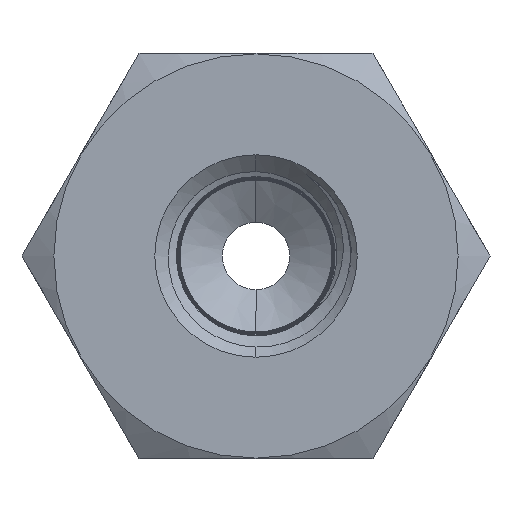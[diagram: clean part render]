
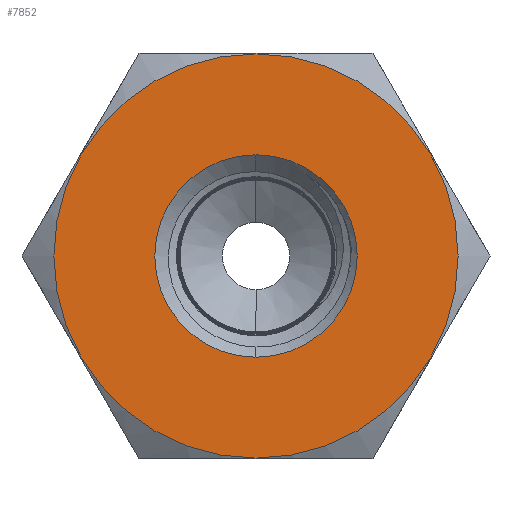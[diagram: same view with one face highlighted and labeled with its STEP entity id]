
A CAD part, left-side view. The second image highlights one B-rep face of the part: STEP entity #7852.
In plain terms, the highlighted planar face has unit normal (-1, 0, 0).
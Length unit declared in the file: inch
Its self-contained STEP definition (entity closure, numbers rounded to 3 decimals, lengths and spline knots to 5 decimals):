
#198 = DIRECTION ( 'NONE',  ( 0., 0., 1. ) ) ;
#279 = DIRECTION ( 'NONE',  ( 0., 0., 1. ) ) ;
#2420 = EDGE_LOOP ( 'NONE', ( #16725, #16321 ) ) ;
#2642 = DIRECTION ( 'NONE',  ( 1., 0., 0. ) ) ;
#3133 = CARTESIAN_POINT ( 'NONE',  ( -0.655, 0., 0. ) ) ;
#3207 = CARTESIAN_POINT ( 'NONE',  ( -0.655, 0., 0. ) ) ;
#3497 = EDGE_CURVE ( 'NONE', #16152, #11961, #11942, .T. ) ;
#5124 = CIRCLE ( 'NONE', #15875, 0.561 ) ;
#5216 = PLANE ( 'NONE',  #16547 ) ;
#5717 = CARTESIAN_POINT ( 'NONE',  ( -0.655, 0., 0.561 ) ) ;
#5797 = AXIS2_PLACEMENT_3D ( 'NONE', #3207, #8469, #7112 ) ;
#5815 = EDGE_LOOP ( 'NONE', ( #7484, #11564 ) ) ;
#6553 = DIRECTION ( 'NONE',  ( 0., 0., -1. ) ) ;
#7095 = DIRECTION ( 'NONE',  ( -1., 0., 0. ) ) ;
#7112 = DIRECTION ( 'NONE',  ( 0., 0., 1. ) ) ;
#7484 = ORIENTED_EDGE ( 'NONE', *, *, #9662, .T. ) ;
#7852 = ADVANCED_FACE ( 'NONE', ( #12032, #14543 ), #5216, .F. ) ;
#7926 = DIRECTION ( 'NONE',  ( -1., 0., 0. ) ) ;
#8469 = DIRECTION ( 'NONE',  ( -1., 0., 0. ) ) ;
#8756 = VERTEX_POINT ( 'NONE', #5717 ) ;
#8776 = EDGE_CURVE ( 'NONE', #11961, #16152, #12660, .T. ) ;
#9178 = AXIS2_PLACEMENT_3D ( 'NONE', #3133, #7095, #279 ) ;
#9545 = DIRECTION ( 'NONE',  ( -1., 0., 0. ) ) ;
#9662 = EDGE_CURVE ( 'NONE', #17163, #8756, #5124, .T. ) ;
#10968 = CARTESIAN_POINT ( 'NONE',  ( -0.655, 0., 0.281 ) ) ;
#11493 = CARTESIAN_POINT ( 'NONE',  ( -0.655, 0., -0.281 ) ) ;
#11564 = ORIENTED_EDGE ( 'NONE', *, *, #13522, .T. ) ;
#11625 = CIRCLE ( 'NONE', #15686, 0.561 ) ;
#11942 = CIRCLE ( 'NONE', #9178, 0.281 ) ;
#11961 = VERTEX_POINT ( 'NONE', #11493 ) ;
#12032 = FACE_OUTER_BOUND ( 'NONE', #5815, .T. ) ;
#12052 = CARTESIAN_POINT ( 'NONE',  ( -0.655, 0., 0. ) ) ;
#12660 = CIRCLE ( 'NONE', #5797, 0.281 ) ;
#13522 = EDGE_CURVE ( 'NONE', #8756, #17163, #11625, .T. ) ;
#13739 = CARTESIAN_POINT ( 'NONE',  ( -0.655, 0., 0. ) ) ;
#14159 = CARTESIAN_POINT ( 'NONE',  ( -0.655, 0., -0.561 ) ) ;
#14543 = FACE_BOUND ( 'NONE', #2420, .T. ) ;
#14763 = DIRECTION ( 'NONE',  ( 0., 0., 1. ) ) ;
#15686 = AXIS2_PLACEMENT_3D ( 'NONE', #13739, #9545, #198 ) ;
#15875 = AXIS2_PLACEMENT_3D ( 'NONE', #17332, #7926, #14763 ) ;
#16152 = VERTEX_POINT ( 'NONE', #10968 ) ;
#16321 = ORIENTED_EDGE ( 'NONE', *, *, #8776, .F. ) ;
#16547 = AXIS2_PLACEMENT_3D ( 'NONE', #12052, #2642, #6553 ) ;
#16725 = ORIENTED_EDGE ( 'NONE', *, *, #3497, .F. ) ;
#17163 = VERTEX_POINT ( 'NONE', #14159 ) ;
#17332 = CARTESIAN_POINT ( 'NONE',  ( -0.655, 0., 0. ) ) ;
